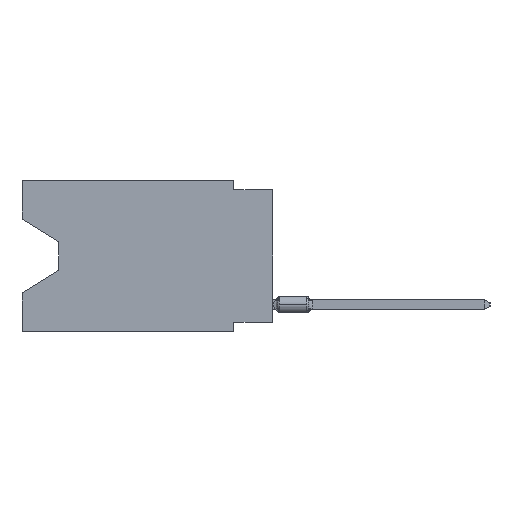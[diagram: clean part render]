
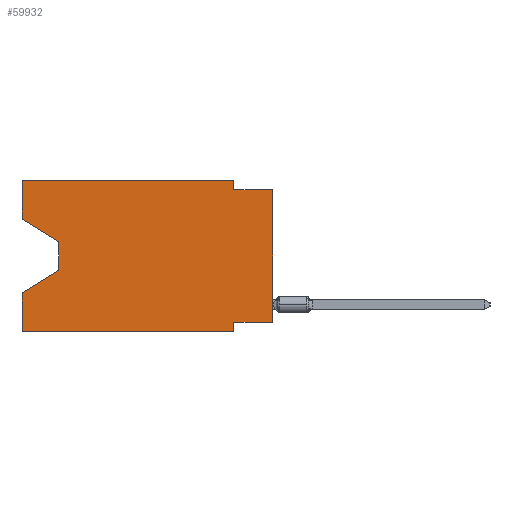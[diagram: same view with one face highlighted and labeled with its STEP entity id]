
A CAD part, left-side view. The second image highlights one B-rep face of the part: STEP entity #59932.
In plain terms, the highlighted planar face has unit normal (-1, 0, 0).
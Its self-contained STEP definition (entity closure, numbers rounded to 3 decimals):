
#2128 = DIRECTION ( 'NONE',  ( 0., 0., -1. ) ) ;
#2575 = DIRECTION ( 'NONE',  ( 0., 0., -1. ) ) ;
#3521 = VECTOR ( 'NONE', #52891, 1000. ) ;
#4348 = VECTOR ( 'NONE', #23723, 1000. ) ;
#5224 = EDGE_CURVE ( 'NONE', #12016, #64121, #17317, .T. ) ;
#6011 = VECTOR ( 'NONE', #41599, 1000. ) ;
#7006 = CARTESIAN_POINT ( 'NONE',  ( 0., 16.383, 0. ) ) ;
#10595 = EDGE_CURVE ( 'NONE', #18241, #38204, #21297, .T. ) ;
#11501 = CARTESIAN_POINT ( 'NONE',  ( 0., 16.383, 0. ) ) ;
#12016 = VERTEX_POINT ( 'NONE', #33882 ) ;
#12786 = CARTESIAN_POINT ( 'NONE',  ( 0., 2.54, -9.906 ) ) ;
#12865 = CARTESIAN_POINT ( 'NONE',  ( 0., 0., 0. ) ) ;
#13780 = VECTOR ( 'NONE', #59162, 1000. ) ;
#14073 = VECTOR ( 'NONE', #44754, 1000. ) ;
#14621 = DIRECTION ( 'NONE',  ( 0., 1., 0. ) ) ;
#15679 = CARTESIAN_POINT ( 'NONE',  ( 0., 2.54, -9.271 ) ) ;
#16382 = LINE ( 'NONE', #48796, #44139 ) ;
#17317 = LINE ( 'NONE', #7006, #4348 ) ;
#17424 = VERTEX_POINT ( 'NONE', #31134 ) ;
#18241 = VERTEX_POINT ( 'NONE', #50761 ) ;
#18482 = EDGE_CURVE ( 'NONE', #24881, #68051, #31863, .T. ) ;
#20098 = CARTESIAN_POINT ( 'NONE',  ( 0., 13.97, -5.893 ) ) ;
#20139 = CARTESIAN_POINT ( 'NONE',  ( 0., 16.383, -9.906 ) ) ;
#20812 = VECTOR ( 'NONE', #14621, 1000. ) ;
#21009 = CARTESIAN_POINT ( 'NONE',  ( 0., 0., -9.271 ) ) ;
#21297 = LINE ( 'NONE', #58005, #25196 ) ;
#23023 = LINE ( 'NONE', #28703, #14073 ) ;
#23723 = DIRECTION ( 'NONE',  ( 0., -1., 0. ) ) ;
#23889 = LINE ( 'NONE', #12865, #55684 ) ;
#23904 = CARTESIAN_POINT ( 'NONE',  ( 0., 16.383, 0. ) ) ;
#24610 = FACE_OUTER_BOUND ( 'NONE', #57640, .T. ) ;
#24881 = VERTEX_POINT ( 'NONE', #52039 ) ;
#25196 = VECTOR ( 'NONE', #69007, 1000. ) ;
#25345 = VECTOR ( 'NONE', #27499, 1000. ) ;
#25561 = CARTESIAN_POINT ( 'NONE',  ( 0., 16.383, 0. ) ) ;
#26709 = LINE ( 'NONE', #21009, #20812 ) ;
#27060 = ORIENTED_EDGE ( 'NONE', *, *, #18482, .T. ) ;
#27457 = CARTESIAN_POINT ( 'NONE',  ( 0., 0., -0.635 ) ) ;
#27469 = EDGE_CURVE ( 'NONE', #38204, #24881, #16382, .T. ) ;
#27499 = DIRECTION ( 'NONE',  ( 0., 0., 1. ) ) ;
#28703 = CARTESIAN_POINT ( 'NONE',  ( 0., 2.54, 0. ) ) ;
#28988 = CARTESIAN_POINT ( 'NONE',  ( 0., 2.54, 0. ) ) ;
#29032 = VECTOR ( 'NONE', #2128, 1000. ) ;
#31134 = CARTESIAN_POINT ( 'NONE',  ( 0., 2.54, -9.906 ) ) ;
#31863 = LINE ( 'NONE', #20098, #65210 ) ;
#33136 = DIRECTION ( 'NONE',  ( 0., 0., -1. ) ) ;
#33882 = CARTESIAN_POINT ( 'NONE',  ( 0., 16.383, 0. ) ) ;
#34276 = VERTEX_POINT ( 'NONE', #15679 ) ;
#34881 = EDGE_CURVE ( 'NONE', #18241, #12016, #57966, .T. ) ;
#35703 = EDGE_CURVE ( 'NONE', #59835, #34276, #26709, .T. ) ;
#36867 = EDGE_CURVE ( 'NONE', #64121, #48698, #23023, .T. ) ;
#37060 = ORIENTED_EDGE ( 'NONE', *, *, #27469, .T. ) ;
#38204 = VERTEX_POINT ( 'NONE', #63705 ) ;
#39719 = ORIENTED_EDGE ( 'NONE', *, *, #50283, .F. ) ;
#40639 = PLANE ( 'NONE',  #54184 ) ;
#40655 = EDGE_CURVE ( 'NONE', #34276, #17424, #62226, .T. ) ;
#40855 = ORIENTED_EDGE ( 'NONE', *, *, #5224, .F. ) ;
#40937 = VERTEX_POINT ( 'NONE', #59705 ) ;
#41003 = DIRECTION ( 'NONE',  ( 1., 0., 0. ) ) ;
#41243 = ORIENTED_EDGE ( 'NONE', *, *, #10595, .T. ) ;
#41520 = LINE ( 'NONE', #20139, #3521 ) ;
#41599 = DIRECTION ( 'NONE',  ( 0., 0., 1. ) ) ;
#42630 = ORIENTED_EDGE ( 'NONE', *, *, #35703, .F. ) ;
#44139 = VECTOR ( 'NONE', #33136, 1000. ) ;
#44754 = DIRECTION ( 'NONE',  ( 0., 0., -1. ) ) ;
#44992 = EDGE_CURVE ( 'NONE', #59835, #47273, #23889, .T. ) ;
#47273 = VERTEX_POINT ( 'NONE', #51385 ) ;
#48491 = LINE ( 'NONE', #27457, #13780 ) ;
#48698 = VERTEX_POINT ( 'NONE', #70141 ) ;
#48796 = CARTESIAN_POINT ( 'NONE',  ( 0., 13.97, -4.013 ) ) ;
#49754 = ORIENTED_EDGE ( 'NONE', *, *, #34881, .F. ) ;
#49988 = ORIENTED_EDGE ( 'NONE', *, *, #36867, .F. ) ;
#50252 = CARTESIAN_POINT ( 'NONE',  ( 0., 0., -9.271 ) ) ;
#50283 = EDGE_CURVE ( 'NONE', #40937, #68051, #53862, .T. ) ;
#50761 = CARTESIAN_POINT ( 'NONE',  ( 0., 16.383, -2.546 ) ) ;
#51385 = CARTESIAN_POINT ( 'NONE',  ( 0., 0., -0.635 ) ) ;
#52039 = CARTESIAN_POINT ( 'NONE',  ( 0., 13.97, -5.893 ) ) ;
#52891 = DIRECTION ( 'NONE',  ( 0., -1., 0. ) ) ;
#52939 = EDGE_CURVE ( 'NONE', #48698, #47273, #48491, .T. ) ;
#53862 = LINE ( 'NONE', #11501, #25345 ) ;
#54184 = AXIS2_PLACEMENT_3D ( 'NONE', #23904, #41003, #2575 ) ;
#55626 = ORIENTED_EDGE ( 'NONE', *, *, #40655, .F. ) ;
#55684 = VECTOR ( 'NONE', #57339, 1000. ) ;
#56618 = ORIENTED_EDGE ( 'NONE', *, *, #63751, .T. ) ;
#57339 = DIRECTION ( 'NONE',  ( 0., 0., 1. ) ) ;
#57640 = EDGE_LOOP ( 'NONE', ( #41243, #37060, #27060, #39719, #56618, #55626, #42630, #59317, #67272, #49988, #40855, #49754 ) ) ;
#57966 = LINE ( 'NONE', #25561, #6011 ) ;
#58005 = CARTESIAN_POINT ( 'NONE',  ( 0., 16.383, -2.546 ) ) ;
#58536 = DIRECTION ( 'NONE',  ( 0., 0.855, -0.519 ) ) ;
#59162 = DIRECTION ( 'NONE',  ( 0., -1., 0. ) ) ;
#59317 = ORIENTED_EDGE ( 'NONE', *, *, #44992, .T. ) ;
#59705 = CARTESIAN_POINT ( 'NONE',  ( 0., 16.383, -9.906 ) ) ;
#59835 = VERTEX_POINT ( 'NONE', #50252 ) ;
#59932 = ADVANCED_FACE ( 'NONE', ( #24610 ), #40639, .F. ) ;
#62226 = LINE ( 'NONE', #12786, #29032 ) ;
#63705 = CARTESIAN_POINT ( 'NONE',  ( 0., 13.97, -4.013 ) ) ;
#63751 = EDGE_CURVE ( 'NONE', #40937, #17424, #41520, .T. ) ;
#64121 = VERTEX_POINT ( 'NONE', #28988 ) ;
#65210 = VECTOR ( 'NONE', #58536, 1000. ) ;
#67272 = ORIENTED_EDGE ( 'NONE', *, *, #52939, .F. ) ;
#68051 = VERTEX_POINT ( 'NONE', #70308 ) ;
#69007 = DIRECTION ( 'NONE',  ( 0., -0.855, -0.519 ) ) ;
#70141 = CARTESIAN_POINT ( 'NONE',  ( 0., 2.54, -0.635 ) ) ;
#70308 = CARTESIAN_POINT ( 'NONE',  ( 0., 16.383, -7.36 ) ) ;
